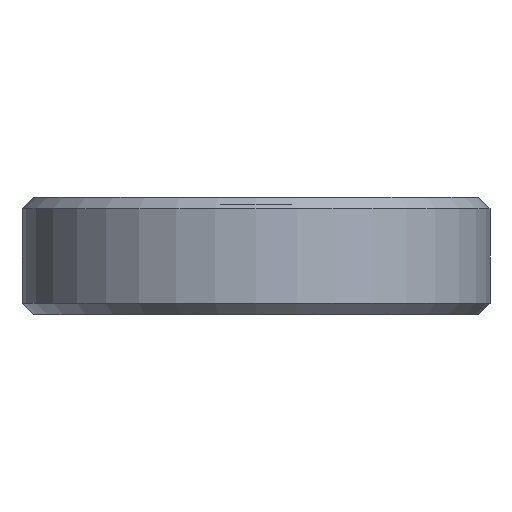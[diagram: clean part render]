
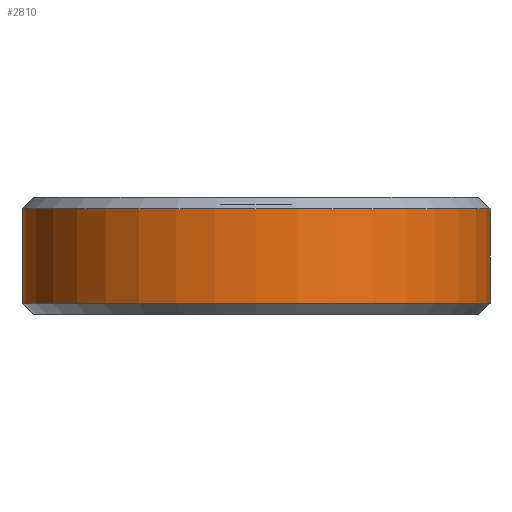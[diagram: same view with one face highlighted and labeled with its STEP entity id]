
A CAD part, left-side view. The second image highlights one B-rep face of the part: STEP entity #2810.
In plain terms, the highlighted cylindrical face has radius 6.25 mm (diameter 12.5 mm), a partial arc.
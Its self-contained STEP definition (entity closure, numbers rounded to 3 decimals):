
#382 = CONICAL_SURFACE('',#383,6.25,0.785);
#383 = AXIS2_PLACEMENT_3D('',#384,#385,#386);
#384 = CARTESIAN_POINT('',(0.,0.,0.3));
#385 = DIRECTION('',(0.,0.,1.));
#386 = DIRECTION('',(0.,1.,0.));
#1491 = VERTEX_POINT('',#1492);
#1492 = CARTESIAN_POINT('',(0.,-6.25,0.3));
#1527 = PLANE('',#1528);
#1528 = AXIS2_PLACEMENT_3D('',#1529,#1530,#1531);
#1529 = CARTESIAN_POINT('',(237.5,-6.25,0.));
#1530 = DIRECTION('',(0.,-1.,0.));
#1531 = DIRECTION('',(-1.,0.,0.));
#1545 = VERTEX_POINT('',#1546);
#1546 = CARTESIAN_POINT('',(0.,6.25,0.3));
#1566 = EDGE_CURVE('',#1545,#1491,#1567,.T.);
#1567 = SURFACE_CURVE('',#1568,(#1573,#1580),.PCURVE_S1.);
#1568 = CIRCLE('',#1569,6.25);
#1569 = AXIS2_PLACEMENT_3D('',#1570,#1571,#1572);
#1570 = CARTESIAN_POINT('',(0.,0.,0.3));
#1571 = DIRECTION('',(0.,-0.,1.));
#1572 = DIRECTION('',(0.,1.,0.));
#1573 = PCURVE('',#382,#1574);
#1574 = DEFINITIONAL_REPRESENTATION('',(#1575),#1579);
#1575 = LINE('',#1576,#1577);
#1576 = CARTESIAN_POINT('',(0.,-0.));
#1577 = VECTOR('',#1578,1.);
#1578 = DIRECTION('',(1.,-0.));
#1579 = ( GEOMETRIC_REPRESENTATION_CONTEXT(2) 
PARAMETRIC_REPRESENTATION_CONTEXT() REPRESENTATION_CONTEXT('2D SPACE',''
  ) );
#1580 = PCURVE('',#1581,#1586);
#1581 = CYLINDRICAL_SURFACE('',#1582,6.25);
#1582 = AXIS2_PLACEMENT_3D('',#1583,#1584,#1585);
#1583 = CARTESIAN_POINT('',(0.,0.,0.));
#1584 = DIRECTION('',(-0.,-0.,-1.));
#1585 = DIRECTION('',(1.,0.,0.));
#1586 = DEFINITIONAL_REPRESENTATION('',(#1587),#1591);
#1587 = LINE('',#1588,#1589);
#1588 = CARTESIAN_POINT('',(-1.571,-0.3));
#1589 = VECTOR('',#1590,1.);
#1590 = DIRECTION('',(-1.,0.));
#1591 = ( GEOMETRIC_REPRESENTATION_CONTEXT(2) 
PARAMETRIC_REPRESENTATION_CONTEXT() REPRESENTATION_CONTEXT('2D SPACE',''
  ) );
#1613 = PLANE('',#1614);
#1614 = AXIS2_PLACEMENT_3D('',#1615,#1616,#1617);
#1615 = CARTESIAN_POINT('',(237.5,6.25,0.));
#1616 = DIRECTION('',(0.,-1.,0.));
#1617 = DIRECTION('',(-1.,0.,0.));
#2762 = VERTEX_POINT('',#2763);
#2763 = CARTESIAN_POINT('',(0.,-6.25,2.825));
#2789 = EDGE_CURVE('',#1491,#2762,#2790,.T.);
#2790 = SURFACE_CURVE('',#2791,(#2795,#2802),.PCURVE_S1.);
#2791 = LINE('',#2792,#2793);
#2792 = CARTESIAN_POINT('',(0.,-6.25,0.));
#2793 = VECTOR('',#2794,1.);
#2794 = DIRECTION('',(0.,0.,1.));
#2795 = PCURVE('',#1527,#2796);
#2796 = DEFINITIONAL_REPRESENTATION('',(#2797),#2801);
#2797 = LINE('',#2798,#2799);
#2798 = CARTESIAN_POINT('',(237.5,0.));
#2799 = VECTOR('',#2800,1.);
#2800 = DIRECTION('',(0.,-1.));
#2801 = ( GEOMETRIC_REPRESENTATION_CONTEXT(2) 
PARAMETRIC_REPRESENTATION_CONTEXT() REPRESENTATION_CONTEXT('2D SPACE',''
  ) );
#2802 = PCURVE('',#1581,#2803);
#2803 = DEFINITIONAL_REPRESENTATION('',(#2804),#2808);
#2804 = LINE('',#2805,#2806);
#2805 = CARTESIAN_POINT('',(-4.712,0.));
#2806 = VECTOR('',#2807,1.);
#2807 = DIRECTION('',(-0.,-1.));
#2808 = ( GEOMETRIC_REPRESENTATION_CONTEXT(2) 
PARAMETRIC_REPRESENTATION_CONTEXT() REPRESENTATION_CONTEXT('2D SPACE',''
  ) );
#2810 = ADVANCED_FACE('',(#2811),#1581,.T.);
#2811 = FACE_BOUND('',#2812,.F.);
#2812 = EDGE_LOOP('',(#2813,#2836,#2863,#2864));
#2813 = ORIENTED_EDGE('',*,*,#2814,.T.);
#2814 = EDGE_CURVE('',#1545,#2815,#2817,.T.);
#2815 = VERTEX_POINT('',#2816);
#2816 = CARTESIAN_POINT('',(0.,6.25,2.825));
#2817 = SURFACE_CURVE('',#2818,(#2822,#2829),.PCURVE_S1.);
#2818 = LINE('',#2819,#2820);
#2819 = CARTESIAN_POINT('',(0.,6.25,0.));
#2820 = VECTOR('',#2821,1.);
#2821 = DIRECTION('',(0.,0.,1.));
#2822 = PCURVE('',#1581,#2823);
#2823 = DEFINITIONAL_REPRESENTATION('',(#2824),#2828);
#2824 = LINE('',#2825,#2826);
#2825 = CARTESIAN_POINT('',(-1.571,0.));
#2826 = VECTOR('',#2827,1.);
#2827 = DIRECTION('',(-0.,-1.));
#2828 = ( GEOMETRIC_REPRESENTATION_CONTEXT(2) 
PARAMETRIC_REPRESENTATION_CONTEXT() REPRESENTATION_CONTEXT('2D SPACE',''
  ) );
#2829 = PCURVE('',#1613,#2830);
#2830 = DEFINITIONAL_REPRESENTATION('',(#2831),#2835);
#2831 = LINE('',#2832,#2833);
#2832 = CARTESIAN_POINT('',(237.5,0.));
#2833 = VECTOR('',#2834,1.);
#2834 = DIRECTION('',(0.,-1.));
#2835 = ( GEOMETRIC_REPRESENTATION_CONTEXT(2) 
PARAMETRIC_REPRESENTATION_CONTEXT() REPRESENTATION_CONTEXT('2D SPACE',''
  ) );
#2836 = ORIENTED_EDGE('',*,*,#2837,.T.);
#2837 = EDGE_CURVE('',#2815,#2762,#2838,.T.);
#2838 = SURFACE_CURVE('',#2839,(#2844,#2851),.PCURVE_S1.);
#2839 = CIRCLE('',#2840,6.25);
#2840 = AXIS2_PLACEMENT_3D('',#2841,#2842,#2843);
#2841 = CARTESIAN_POINT('',(0.,0.,2.825));
#2842 = DIRECTION('',(0.,-0.,1.));
#2843 = DIRECTION('',(0.,1.,0.));
#2844 = PCURVE('',#1581,#2845);
#2845 = DEFINITIONAL_REPRESENTATION('',(#2846),#2850);
#2846 = LINE('',#2847,#2848);
#2847 = CARTESIAN_POINT('',(-1.571,-2.825));
#2848 = VECTOR('',#2849,1.);
#2849 = DIRECTION('',(-1.,0.));
#2850 = ( GEOMETRIC_REPRESENTATION_CONTEXT(2) 
PARAMETRIC_REPRESENTATION_CONTEXT() REPRESENTATION_CONTEXT('2D SPACE',''
  ) );
#2851 = PCURVE('',#2852,#2857);
#2852 = CONICAL_SURFACE('',#2853,6.25,0.785);
#2853 = AXIS2_PLACEMENT_3D('',#2854,#2855,#2856);
#2854 = CARTESIAN_POINT('',(0.,0.,2.825));
#2855 = DIRECTION('',(-0.,-0.,-1.));
#2856 = DIRECTION('',(0.,1.,0.));
#2857 = DEFINITIONAL_REPRESENTATION('',(#2858),#2862);
#2858 = LINE('',#2859,#2860);
#2859 = CARTESIAN_POINT('',(-0.,-0.));
#2860 = VECTOR('',#2861,1.);
#2861 = DIRECTION('',(-1.,-0.));
#2862 = ( GEOMETRIC_REPRESENTATION_CONTEXT(2) 
PARAMETRIC_REPRESENTATION_CONTEXT() REPRESENTATION_CONTEXT('2D SPACE',''
  ) );
#2863 = ORIENTED_EDGE('',*,*,#2789,.F.);
#2864 = ORIENTED_EDGE('',*,*,#1566,.F.);
